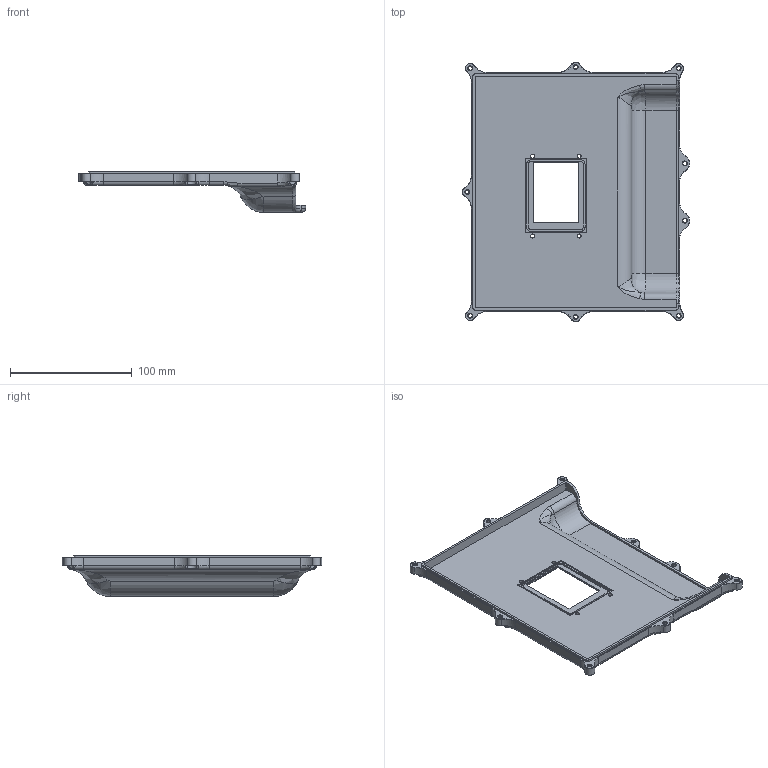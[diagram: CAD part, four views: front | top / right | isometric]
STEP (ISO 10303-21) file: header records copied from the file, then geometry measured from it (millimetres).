
FILE_DESCRIPTION(/* description */ ('Unknown'),/* implementation_level */ '2;1');
FILE_NAME(/* name */ 'Lid CNC and 3DP',/* time_stamp */ '2025-12-05T11:00:48Z',/* author */ ('Joe Mann'),/* organization */ ('Unknown'),/* preprocessor_version */ 'ST-DEVELOPER v20',/* originating_system */ 'Solid Edge',/* authorisation */ 'Unknown');
FILE_SCHEMA (('AUTOMOTIVE_DESIGN {1 0 10303 214 3 1 1}'));
Length unit declared in the file: millimetre
Products named in the file (1): Lid v1
Bounding box: 186.5 x 213 x 33.5 mm (x, y, z)
Volume: 165567.2 mm3; surface area: 83268.8 mm2
Topology: 1 solids, 1 shells, 306 faces, 755 edges, 457 vertices
Faces by surface type: cylinder 123, plane 73, bspline 42, cone 37, torus 31
Full cylindrical faces by diameter (mm): 3.2 x9, 3.3 x4, 4 x9, 6 x2
Entity records: 9680 total; most frequent: CARTESIAN_POINT 2649, DIRECTION 1520, ORIENTED_EDGE 1412, EDGE_CURVE 706, AXIS2_PLACEMENT_3D 627, VERTEX_POINT 442, EDGE_LOOP 374, FACE_BOUND 374
